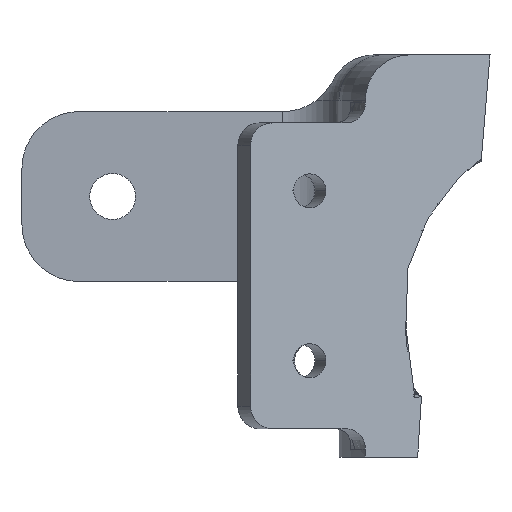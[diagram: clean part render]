
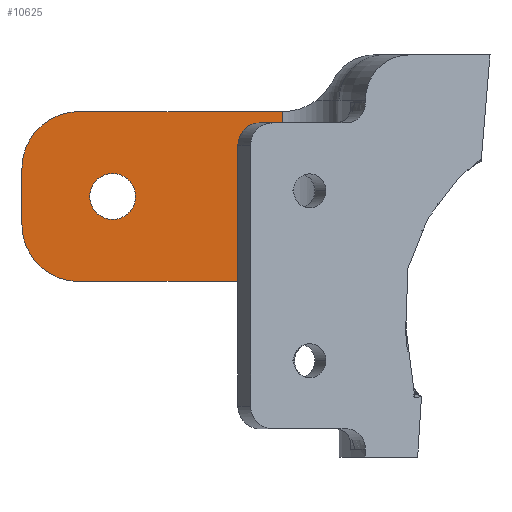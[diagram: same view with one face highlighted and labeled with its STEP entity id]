
A CAD part, left-side view. The second image highlights one B-rep face of the part: STEP entity #10625.
In plain terms, the highlighted planar face has unit normal (-1, 0, 0).
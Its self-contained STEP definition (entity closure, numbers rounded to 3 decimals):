
#15 = EDGE_CURVE ( 'NONE', #1398, #9243, #8502, .T. ) ;
#343 = ORIENTED_EDGE ( 'NONE', *, *, #1014, .F. ) ;
#827 = LINE ( 'NONE', #11516, #11198 ) ;
#964 = CIRCLE ( 'NONE', #4008, 2.045 ) ;
#987 = EDGE_CURVE ( 'NONE', #1943, #7840, #2173, .T. ) ;
#1014 = EDGE_CURVE ( 'NONE', #9243, #1398, #964, .T. ) ;
#1081 = LINE ( 'NONE', #10755, #3493 ) ;
#1398 = VERTEX_POINT ( 'NONE', #7133 ) ;
#1415 = CARTESIAN_POINT ( 'NONE',  ( -3.953, 39.502, 132.559 ) ) ;
#1459 = AXIS2_PLACEMENT_3D ( 'NONE', #7562, #11464, #2681 ) ;
#1537 = ORIENTED_EDGE ( 'NONE', *, *, #7970, .T. ) ;
#1702 = VERTEX_POINT ( 'NONE', #12446 ) ;
#1824 = DIRECTION ( 'NONE',  ( -1., 0., 0. ) ) ;
#1854 = EDGE_CURVE ( 'NONE', #7963, #7840, #2296, .T. ) ;
#1943 = VERTEX_POINT ( 'NONE', #10195 ) ;
#1944 = CARTESIAN_POINT ( 'NONE',  ( -3.953, 39.502, 130.514 ) ) ;
#1949 = DIRECTION ( 'NONE',  ( 0., -1., 0. ) ) ;
#2173 = CIRCLE ( 'NONE', #10368, 5.05 ) ;
#2296 = LINE ( 'NONE', #10963, #8709 ) ;
#2681 = DIRECTION ( 'NONE',  ( 0., -1., 0. ) ) ;
#3197 = CIRCLE ( 'NONE', #4022, 5.05 ) ;
#3487 = VERTEX_POINT ( 'NONE', #12671 ) ;
#3493 = VECTOR ( 'NONE', #8901, 1000. ) ;
#3552 = EDGE_CURVE ( 'NONE', #3487, #1702, #827, .T. ) ;
#3606 = VERTEX_POINT ( 'NONE', #7864 ) ;
#3644 = PLANE ( 'NONE',  #1459 ) ;
#3707 = VECTOR ( 'NONE', #5886, 1000. ) ;
#3848 = ORIENTED_EDGE ( 'NONE', *, *, #1854, .F. ) ;
#4008 = AXIS2_PLACEMENT_3D ( 'NONE', #5855, #1824, #7781 ) ;
#4022 = AXIS2_PLACEMENT_3D ( 'NONE', #4254, #6428, #6236 ) ;
#4240 = ORIENTED_EDGE ( 'NONE', *, *, #15, .F. ) ;
#4254 = CARTESIAN_POINT ( 'NONE',  ( -3.953, 42.532, 127.989 ) ) ;
#4404 = AXIS2_PLACEMENT_3D ( 'NONE', #1944, #5977, #9775 ) ;
#4703 = ORIENTED_EDGE ( 'NONE', *, *, #11101, .T. ) ;
#4938 = DIRECTION ( 'NONE',  ( 0., 0., 1. ) ) ;
#4980 = LINE ( 'NONE', #7753, #3707 ) ;
#5518 = EDGE_LOOP ( 'NONE', ( #4703, #9876, #11412, #7567, #3848, #1537 ) ) ;
#5855 = CARTESIAN_POINT ( 'NONE',  ( -3.953, 39.502, 130.514 ) ) ;
#5886 = DIRECTION ( 'NONE',  ( 0., -1., 0. ) ) ;
#5977 = DIRECTION ( 'NONE',  ( -1., 0., 0. ) ) ;
#6236 = DIRECTION ( 'NONE',  ( 0., -1., 0. ) ) ;
#6428 = DIRECTION ( 'NONE',  ( -1., 0., 0. ) ) ;
#7133 = CARTESIAN_POINT ( 'NONE',  ( -3.953, 39.502, 128.469 ) ) ;
#7333 = CARTESIAN_POINT ( 'NONE',  ( -3.953, 47.582, 127.989 ) ) ;
#7562 = CARTESIAN_POINT ( 'NONE',  ( -3.953, 47.582, 122.939 ) ) ;
#7567 = ORIENTED_EDGE ( 'NONE', *, *, #987, .T. ) ;
#7753 = CARTESIAN_POINT ( 'NONE',  ( -3.953, 47.582, 138.089 ) ) ;
#7781 = DIRECTION ( 'NONE',  ( 0., -1., 0. ) ) ;
#7840 = VERTEX_POINT ( 'NONE', #7973 ) ;
#7864 = CARTESIAN_POINT ( 'NONE',  ( -3.953, 42.532, 122.939 ) ) ;
#7963 = VERTEX_POINT ( 'NONE', #7333 ) ;
#7970 = EDGE_CURVE ( 'NONE', #7963, #3606, #3197, .T. ) ;
#7973 = CARTESIAN_POINT ( 'NONE',  ( -3.953, 47.582, 133.039 ) ) ;
#8502 = CIRCLE ( 'NONE', #4404, 2.045 ) ;
#8709 = VECTOR ( 'NONE', #4938, 1000. ) ;
#8817 = DIRECTION ( 'NONE',  ( -1., 0., 0. ) ) ;
#8901 = DIRECTION ( 'NONE',  ( 0., -1., 0. ) ) ;
#9243 = VERTEX_POINT ( 'NONE', #1415 ) ;
#9491 = FACE_OUTER_BOUND ( 'NONE', #5518, .T. ) ;
#9775 = DIRECTION ( 'NONE',  ( 0., -1., 0. ) ) ;
#9876 = ORIENTED_EDGE ( 'NONE', *, *, #3552, .T. ) ;
#10139 = EDGE_LOOP ( 'NONE', ( #4240, #343 ) ) ;
#10195 = CARTESIAN_POINT ( 'NONE',  ( -3.953, 42.532, 138.089 ) ) ;
#10368 = AXIS2_PLACEMENT_3D ( 'NONE', #12584, #8817, #1949 ) ;
#10625 = ADVANCED_FACE ( 'NONE', ( #11407, #9491 ), #3644, .T. ) ;
#10691 = DIRECTION ( 'NONE',  ( 0., 0., 1. ) ) ;
#10755 = CARTESIAN_POINT ( 'NONE',  ( -3.953, 47.582, 122.939 ) ) ;
#10963 = CARTESIAN_POINT ( 'NONE',  ( -3.953, 47.582, 122.939 ) ) ;
#11101 = EDGE_CURVE ( 'NONE', #3606, #3487, #1081, .T. ) ;
#11103 = EDGE_CURVE ( 'NONE', #1943, #1702, #4980, .T. ) ;
#11198 = VECTOR ( 'NONE', #10691, 1000. ) ;
#11407 = FACE_BOUND ( 'NONE', #10139, .T. ) ;
#11412 = ORIENTED_EDGE ( 'NONE', *, *, #11103, .F. ) ;
#11464 = DIRECTION ( 'NONE',  ( -1., 0., 0. ) ) ;
#11516 = CARTESIAN_POINT ( 'NONE',  ( -3.953, 24.352, 122.939 ) ) ;
#12446 = CARTESIAN_POINT ( 'NONE',  ( -3.953, 24.352, 138.089 ) ) ;
#12584 = CARTESIAN_POINT ( 'NONE',  ( -3.953, 42.532, 133.039 ) ) ;
#12671 = CARTESIAN_POINT ( 'NONE',  ( -3.953, 24.352, 122.939 ) ) ;
